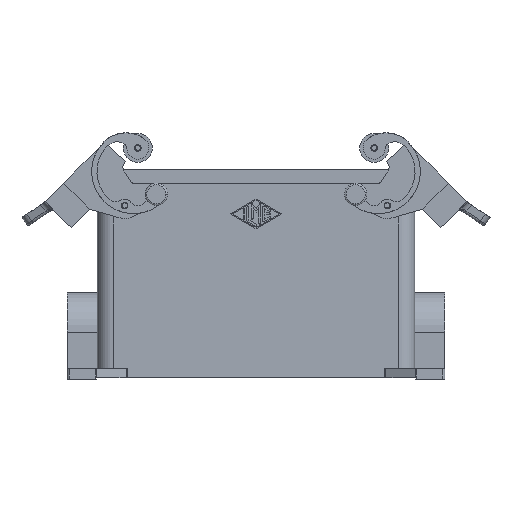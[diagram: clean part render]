
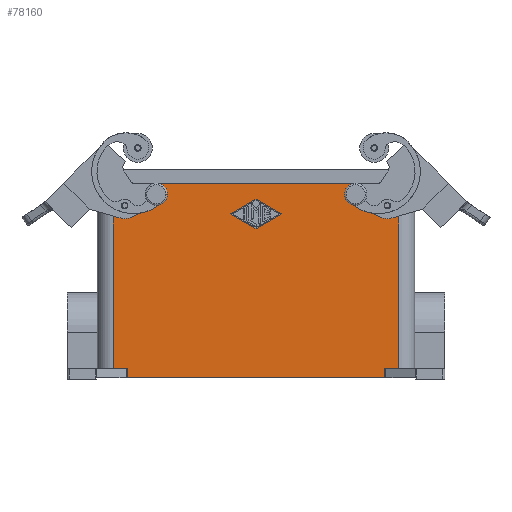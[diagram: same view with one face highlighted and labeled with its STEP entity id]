
A CAD part, front view. The second image highlights one B-rep face of the part: STEP entity #78160.
In plain terms, the highlighted planar face has unit normal (0, -1, 0).
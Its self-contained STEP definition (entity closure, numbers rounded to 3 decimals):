
#13480=CARTESIAN_POINT('',(-38.,-21.75,17.));
#13490=VERTEX_POINT('',#13480);
#13670=CARTESIAN_POINT('',(-38.,-21.75,22.));
#13680=VERTEX_POINT('',#13670);
#13710=CARTESIAN_POINT('',(-38.,-21.75,19.5));
#13720=DIRECTION('',(0.,1.,0.));
#13730=DIRECTION('',(0.,0.,1.));
#13740=AXIS2_PLACEMENT_3D('',#13710,#13720,#13730);
#13750=CIRCLE('',#13740,2.5);
#13760=EDGE_CURVE('',#13680,#13490,#13750,.T.);
#22280=CARTESIAN_POINT('',(38.,-21.75,19.5));
#22290=DIRECTION('',(0.,1.,0.));
#22300=DIRECTION('',(0.,0.,1.));
#22310=AXIS2_PLACEMENT_3D('',#22280,#22290,#22300);
#22320=CIRCLE('',#22310,2.5);
#22330=CARTESIAN_POINT('',(38.,-21.75,17.));
#22340=VERTEX_POINT('',#22330);
#22350=CARTESIAN_POINT('',(35.5,-21.75,19.5));
#22360=VERTEX_POINT('',#22350);
#22370=EDGE_CURVE('',#22340,#22360,#22320,.T.);
#22600=CARTESIAN_POINT('',(40.5,-21.75,19.5));
#22610=VERTEX_POINT('',#22600);
#22640=EDGE_CURVE('',#22610,#22340,#22320,.T.);
#59370=CARTESIAN_POINT('',(-54.5,-21.75,23.5));
#59380=VERTEX_POINT('',#59370);
#59410=CARTESIAN_POINT('',(-54.5,-21.75,23.5));
#59420=DIRECTION('',(0.,0.,-1.));
#59430=VECTOR('',#59420,70.5);
#59440=LINE('',#59410,#59430);
#59450=CARTESIAN_POINT('',(-54.5,-21.75,-47.));
#59460=VERTEX_POINT('',#59450);
#59470=EDGE_CURVE('',#59380,#59460,#59440,.T.);
#61400=CARTESIAN_POINT('',(49.041,-21.75,-47.));
#61410=DIRECTION('',(0.,0.,-1.));
#61420=VECTOR('',#61410,3.5);
#61430=LINE('',#61400,#61420);
#61440=CARTESIAN_POINT('',(49.041,-21.75,-47.));
#61450=VERTEX_POINT('',#61440);
#61460=CARTESIAN_POINT('',(49.041,-21.75,-50.5));
#61470=VERTEX_POINT('',#61460);
#61480=EDGE_CURVE('',#61450,#61470,#61430,.T.);
#61820=CARTESIAN_POINT('',(-49.041,-21.75,-50.5));
#61830=DIRECTION('',(0.,0.,1.));
#61840=VECTOR('',#61830,3.5);
#61850=LINE('',#61820,#61840);
#61860=CARTESIAN_POINT('',(-49.041,-21.75,-50.5));
#61870=VERTEX_POINT('',#61860);
#61880=CARTESIAN_POINT('',(-49.041,-21.75,-47.));
#61890=VERTEX_POINT('',#61880);
#61900=EDGE_CURVE('',#61870,#61890,#61850,.T.);
#69960=CARTESIAN_POINT('',(49.041,-21.75,-50.5));
#69970=DIRECTION('',(-1.,0.,0.));
#69980=VECTOR('',#69970,98.081);
#69990=LINE('',#69960,#69980);
#70000=EDGE_CURVE('',#61470,#61870,#69990,.T.);
#75930=CARTESIAN_POINT('',(49.041,-21.75,-47.));
#75940=DIRECTION('',(1.,0.,0.));
#75950=VECTOR('',#75940,5.459);
#75960=LINE('',#75930,#75950);
#75970=CARTESIAN_POINT('',(54.5,-21.75,-47.));
#75980=VERTEX_POINT('',#75970);
#75990=EDGE_CURVE('',#61450,#75980,#75960,.T.);
#77390=CARTESIAN_POINT('',(54.5,-21.75,1.5));
#77400=DIRECTION('',(0.,-1.,0.));
#77410=DIRECTION('',(0.,0.,-1.));
#77420=AXIS2_PLACEMENT_3D('',#77390,#77400,#77410);
#77430=PLANE('',#77420);
#77440=CARTESIAN_POINT('',(-54.5,-21.75,-47.));
#77450=DIRECTION('',(1.,0.,0.));
#77460=VECTOR('',#77450,5.459);
#77470=LINE('',#77440,#77460);
#77480=EDGE_CURVE('',#59460,#61890,#77470,.T.);
#77490=ORIENTED_EDGE('',*,*,#77480,.T.);
#77500=ORIENTED_EDGE('',*,*,#59470,.T.);
#77510=CARTESIAN_POINT('',(54.5,-21.75,23.5));
#77520=DIRECTION('',(-1.,0.,0.));
#77530=VECTOR('',#77520,109.);
#77540=LINE('',#77510,#77530);
#77550=CARTESIAN_POINT('',(54.5,-21.75,23.5));
#77560=VERTEX_POINT('',#77550);
#77570=EDGE_CURVE('',#77560,#59380,#77540,.T.);
#77580=ORIENTED_EDGE('',*,*,#77570,.T.);
#77590=CARTESIAN_POINT('',(54.5,-21.75,23.5));
#77600=DIRECTION('',(0.,0.,-1.));
#77610=VECTOR('',#77600,70.5);
#77620=LINE('',#77590,#77610);
#77630=EDGE_CURVE('',#77560,#75980,#77620,.T.);
#77640=ORIENTED_EDGE('',*,*,#77630,.F.);
#77650=ORIENTED_EDGE('',*,*,#75990,.T.);
#77660=ORIENTED_EDGE('',*,*,#61480,.F.);
#77670=ORIENTED_EDGE('',*,*,#70000,.F.);
#77680=ORIENTED_EDGE('',*,*,#61900,.F.);
#77690=EDGE_LOOP('',(#77680,#77670,#77660,#77650,#77640,#77580,#77500,
#77490));
#77700=FACE_OUTER_BOUND('',#77690,.T.);
#77710=CARTESIAN_POINT('',(9.75,-21.75,12.));
#77720=DIRECTION('',(-0.866,0.,-0.5));
#77730=VECTOR('',#77720,11.256);
#77740=LINE('',#77710,#77730);
#77750=CARTESIAN_POINT('',(9.75,-21.75,12.));
#77760=VERTEX_POINT('',#77750);
#77770=CARTESIAN_POINT('',(0.,-21.75,6.375));
#77780=VERTEX_POINT('',#77770);
#77790=EDGE_CURVE('',#77760,#77780,#77740,.T.);
#77800=ORIENTED_EDGE('',*,*,#77790,.T.);
#77810=CARTESIAN_POINT('',(0.,-21.75,17.625));
#77820=DIRECTION('',(0.866,0.,-0.5));
#77830=VECTOR('',#77820,11.256);
#77840=LINE('',#77810,#77830);
#77850=CARTESIAN_POINT('',(0.,-21.75,17.625));
#77860=VERTEX_POINT('',#77850);
#77870=EDGE_CURVE('',#77860,#77760,#77840,.T.);
#77880=ORIENTED_EDGE('',*,*,#77870,.T.);
#77890=CARTESIAN_POINT('',(-9.75,-21.75,12.));
#77900=DIRECTION('',(0.866,0.,0.5));
#77910=VECTOR('',#77900,11.256);
#77920=LINE('',#77890,#77910);
#77930=CARTESIAN_POINT('',(-9.75,-21.75,12.));
#77940=VERTEX_POINT('',#77930);
#77950=EDGE_CURVE('',#77940,#77860,#77920,.T.);
#77960=ORIENTED_EDGE('',*,*,#77950,.T.);
#77970=CARTESIAN_POINT('',(0.,-21.75,6.375));
#77980=DIRECTION('',(-0.866,0.,0.5));
#77990=VECTOR('',#77980,11.256);
#78000=LINE('',#77970,#77990);
#78010=EDGE_CURVE('',#77780,#77940,#78000,.T.);
#78020=ORIENTED_EDGE('',*,*,#78010,.T.);
#78030=EDGE_LOOP('',(#78020,#77960,#77880,#77800));
#78040=FACE_BOUND('',#78030,.T.);
#78050=EDGE_CURVE('',#22360,#22610,#22320,.T.);
#78060=ORIENTED_EDGE('',*,*,#78050,.T.);
#78070=ORIENTED_EDGE('',*,*,#22370,.T.);
#78080=ORIENTED_EDGE('',*,*,#22640,.T.);
#78090=EDGE_LOOP('',(#78080,#78070,#78060));
#78100=FACE_BOUND('',#78090,.T.);
#78110=EDGE_CURVE('',#13490,#13680,#13750,.T.);
#78120=ORIENTED_EDGE('',*,*,#78110,.T.);
#78130=ORIENTED_EDGE('',*,*,#13760,.T.);
#78140=EDGE_LOOP('',(#78130,#78120));
#78150=FACE_BOUND('',#78140,.T.);
#78160=ADVANCED_FACE('',(#77700,#78040,#78100,#78150),#77430,.T.);
